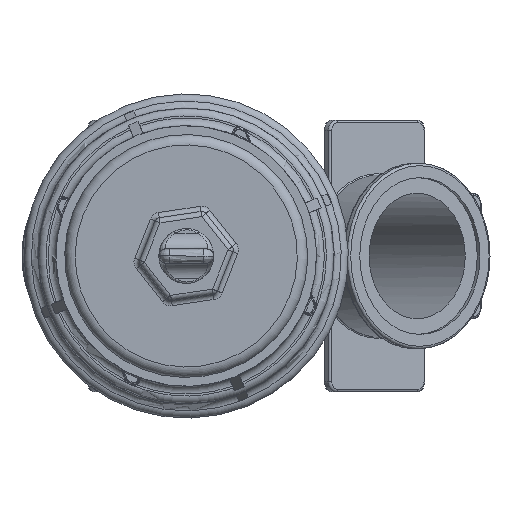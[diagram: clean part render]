
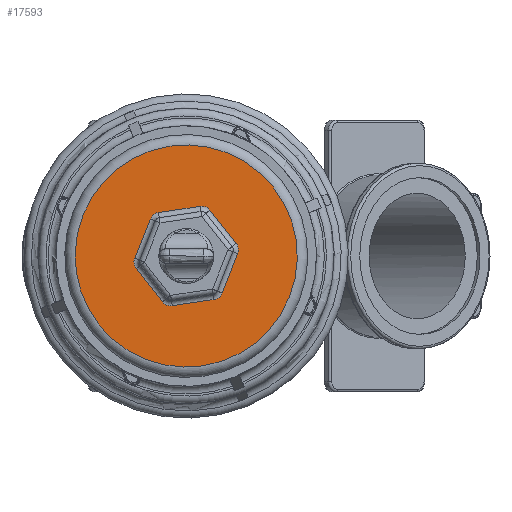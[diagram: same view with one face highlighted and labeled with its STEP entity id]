
A CAD part, front view. The second image highlights one B-rep face of the part: STEP entity #17593.
In plain terms, the highlighted face is planar.
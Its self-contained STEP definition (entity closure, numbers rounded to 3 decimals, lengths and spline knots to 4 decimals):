
#826=FACE_BOUND('',#3800,.T.);
#1136=PLANE('',#19684);
#1821=CIRCLE('',#19651,0.25);
#1825=CIRCLE('',#19657,0.25);
#1829=CIRCLE('',#19663,0.25);
#1832=CIRCLE('',#19668,0.25);
#1835=CIRCLE('',#19673,0.25);
#1838=CIRCLE('',#19678,0.25);
#1839=CIRCLE('',#19685,2.655);
#2704=FACE_OUTER_BOUND('',#3799,.T.);
#3799=EDGE_LOOP('',(#15091));
#3800=EDGE_LOOP('',(#15092,#15093,#15094,#15095,#15096,#15097,#15098,#15099,
#15100,#15101,#15102,#15103));
#5381=LINE('',#39797,#6423);
#5382=LINE('',#39808,#6424);
#5384=LINE('',#39819,#6426);
#5386=LINE('',#39828,#6428);
#5387=LINE('',#39836,#6429);
#5388=LINE('',#39844,#6430);
#6423=VECTOR('',#23869,0.3937);
#6424=VECTOR('',#23882,0.3937);
#6426=VECTOR('',#23896,0.3937);
#6428=VECTOR('',#23908,0.3937);
#6429=VECTOR('',#23919,0.3937);
#6430=VECTOR('',#23930,0.3937);
#8032=VERTEX_POINT('',#39790);
#8035=VERTEX_POINT('',#39795);
#8037=VERTEX_POINT('',#39800);
#8039=VERTEX_POINT('',#39806);
#8041=VERTEX_POINT('',#39812);
#8042=VERTEX_POINT('',#39817);
#8043=VERTEX_POINT('',#39822);
#8044=VERTEX_POINT('',#39826);
#8045=VERTEX_POINT('',#39830);
#8046=VERTEX_POINT('',#39834);
#8047=VERTEX_POINT('',#39838);
#8048=VERTEX_POINT('',#39842);
#8049=VERTEX_POINT('',#39859);
#10450=EDGE_CURVE('',#8035,#8032,#5381,.T.);
#10452=EDGE_CURVE('',#8037,#8035,#1821,.T.);
#10455=EDGE_CURVE('',#8039,#8037,#5382,.T.);
#10458=EDGE_CURVE('',#8041,#8039,#1825,.T.);
#10461=EDGE_CURVE('',#8042,#8041,#5384,.T.);
#10464=EDGE_CURVE('',#8043,#8042,#1829,.T.);
#10466=EDGE_CURVE('',#8044,#8043,#5386,.T.);
#10468=EDGE_CURVE('',#8045,#8044,#1832,.T.);
#10470=EDGE_CURVE('',#8046,#8045,#5387,.T.);
#10472=EDGE_CURVE('',#8047,#8046,#1835,.T.);
#10474=EDGE_CURVE('',#8048,#8047,#5388,.T.);
#10476=EDGE_CURVE('',#8032,#8048,#1838,.T.);
#10482=EDGE_CURVE('',#8049,#8049,#1839,.T.);
#15091=ORIENTED_EDGE('',*,*,#10482,.T.);
#15092=ORIENTED_EDGE('',*,*,#10450,.F.);
#15093=ORIENTED_EDGE('',*,*,#10452,.F.);
#15094=ORIENTED_EDGE('',*,*,#10455,.F.);
#15095=ORIENTED_EDGE('',*,*,#10458,.F.);
#15096=ORIENTED_EDGE('',*,*,#10461,.F.);
#15097=ORIENTED_EDGE('',*,*,#10464,.F.);
#15098=ORIENTED_EDGE('',*,*,#10466,.F.);
#15099=ORIENTED_EDGE('',*,*,#10468,.F.);
#15100=ORIENTED_EDGE('',*,*,#10470,.F.);
#15101=ORIENTED_EDGE('',*,*,#10472,.F.);
#15102=ORIENTED_EDGE('',*,*,#10474,.F.);
#15103=ORIENTED_EDGE('',*,*,#10476,.F.);
#17593=ADVANCED_FACE('',(#2704,#826),#1136,.T.);
#19651=AXIS2_PLACEMENT_3D('',#39802,#23874,#23875);
#19657=AXIS2_PLACEMENT_3D('',#39814,#23888,#23889);
#19663=AXIS2_PLACEMENT_3D('',#39824,#23902,#23903);
#19668=AXIS2_PLACEMENT_3D('',#39832,#23913,#23914);
#19673=AXIS2_PLACEMENT_3D('',#39840,#23924,#23925);
#19678=AXIS2_PLACEMENT_3D('',#39847,#23935,#23936);
#19684=AXIS2_PLACEMENT_3D('',#39858,#23952,#23953);
#19685=AXIS2_PLACEMENT_3D('',#39860,#23954,#23955);
#23869=DIRECTION('',(-1.,0.,0.));
#23874=DIRECTION('center_axis',(0.,1.,0.));
#23875=DIRECTION('ref_axis',(0.5,0.,-0.866));
#23882=DIRECTION('',(-0.5,0.,-0.866));
#23888=DIRECTION('center_axis',(0.,1.,0.));
#23889=DIRECTION('ref_axis',(1.,0.,0.));
#23896=DIRECTION('',(0.5,0.,-0.866));
#23902=DIRECTION('center_axis',(0.,1.,0.));
#23903=DIRECTION('ref_axis',(0.5,0.,0.866));
#23908=DIRECTION('',(1.,0.,0.));
#23913=DIRECTION('center_axis',(0.,1.,0.));
#23914=DIRECTION('ref_axis',(-0.5,0.,0.866));
#23919=DIRECTION('',(0.5,0.,0.866));
#23924=DIRECTION('center_axis',(0.,1.,0.));
#23925=DIRECTION('ref_axis',(-1.,0.,0.));
#23930=DIRECTION('',(-0.5,0.,0.866));
#23935=DIRECTION('center_axis',(0.,1.,0.));
#23936=DIRECTION('ref_axis',(-0.5,0.,-0.866));
#23952=DIRECTION('center_axis',(0.,1.,0.));
#23953=DIRECTION('ref_axis',(0.,0.,1.));
#23954=DIRECTION('center_axis',(0.,1.,0.));
#23955=DIRECTION('ref_axis',(-1.,0.,0.));
#39790=CARTESIAN_POINT('',(-0.5052,0.,-1.125));
#39795=CARTESIAN_POINT('',(0.5052,0.,-1.125));
#39797=CARTESIAN_POINT('',(-0.9524,0.,-1.125));
#39800=CARTESIAN_POINT('',(0.7217,0.,-1.));
#39802=CARTESIAN_POINT('Origin',(0.5052,0.,
-0.875));
#39806=CARTESIAN_POINT('',(1.2269,0.,-0.125));
#39808=CARTESIAN_POINT('',(0.664,0.,-1.0999));
#39812=CARTESIAN_POINT('',(1.2269,0.,0.125));
#39814=CARTESIAN_POINT('Origin',(1.0104,0.,
0.));
#39817=CARTESIAN_POINT('',(0.7217,0.,1.));
#39819=CARTESIAN_POINT('',(0.9527,0.,0.5999));
#39822=CARTESIAN_POINT('',(0.5052,0.,1.125));
#39824=CARTESIAN_POINT('Origin',(0.5052,0.,
0.875));
#39826=CARTESIAN_POINT('',(-0.5052,0.,1.125));
#39828=CARTESIAN_POINT('',(-0.3751,0.,1.125));
#39830=CARTESIAN_POINT('',(-0.7217,0.,1.));
#39832=CARTESIAN_POINT('Origin',(-0.5052,0.,
0.875));
#39834=CARTESIAN_POINT('',(-1.2269,0.,0.125));
#39836=CARTESIAN_POINT('',(-0.9959,0.,0.5251));
#39838=CARTESIAN_POINT('',(-1.2269,0.,-0.125));
#39840=CARTESIAN_POINT('Origin',(-1.0104,0.,
0.));
#39842=CARTESIAN_POINT('',(-0.7217,0.,-1.));
#39844=CARTESIAN_POINT('',(-1.2846,0.,-0.0251));
#39847=CARTESIAN_POINT('Origin',(-0.5052,0.,
-0.875));
#39858=CARTESIAN_POINT('Origin',(-1.3275,0.,0.));
#39859=CARTESIAN_POINT('',(0.,0.,-2.655));
#39860=CARTESIAN_POINT('Origin',(0.,0.,0.));
